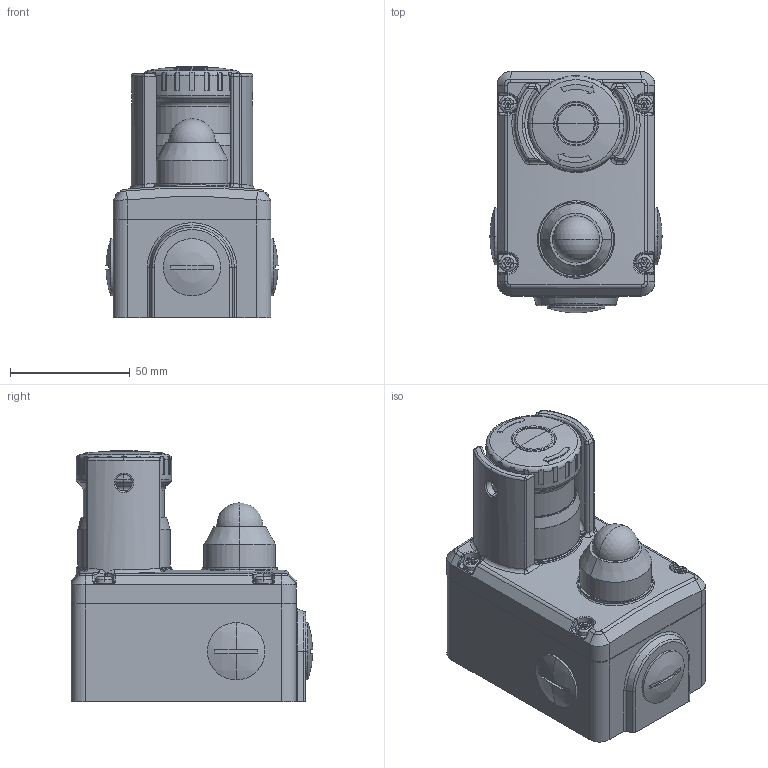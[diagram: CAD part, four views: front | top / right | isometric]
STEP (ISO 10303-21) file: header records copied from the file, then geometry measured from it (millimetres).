
FILE_DESCRIPTION (( 'STEP AP214' ), '1' );
FILE_NAME ('ESL-SSLP-232026-BS.step', '2016-05-23T19:00:38', ( '' ), ( '' ), 'SwSTEP 2.0', 'SolidWorks 2016', '' );
FILE_SCHEMA (( 'AUTOMOTIVE_DESIGN' ));
Length unit declared in the file: millimetre
Products named in the file (1): ESL-SSLP-232026-BS
Bounding box: 71.98 x 100.99 x 105 mm (x, y, z)
Volume: 382565.1 mm3; surface area: 72755.8 mm2
Topology: 13 solids, 13 shells, 797 faces, 1963 edges, 1191 vertices
Faces by surface type: cylinder 287, plane 227, bspline 151, torus 100, sphere 19, cone 13
Entity records: 32019 total; most frequent: CARTESIAN_POINT 12343, ORIENTED_EDGE 3882, DIRECTION 3751, EDGE_CURVE 1941, AXIS2_PLACEMENT_3D 1512, VERTEX_POINT 1187, CIRCLE 865, EDGE_LOOP 818
